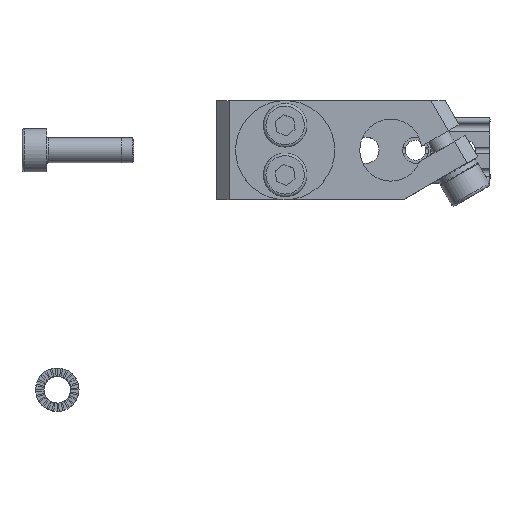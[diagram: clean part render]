
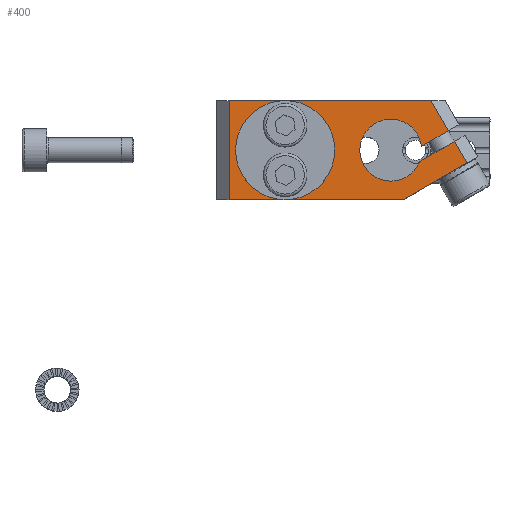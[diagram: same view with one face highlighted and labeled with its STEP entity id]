
A CAD part, top view. The second image highlights one B-rep face of the part: STEP entity #400.
In plain terms, the highlighted planar face has unit normal (0, 0, 1).
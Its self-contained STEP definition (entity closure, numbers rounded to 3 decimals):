
#400 = ADVANCED_FACE( '', ( #962, #963 ), #964, .F. );
#962 = FACE_BOUND( '', #1698, .T. );
#963 = FACE_OUTER_BOUND( '', #1699, .T. );
#964 = PLANE( '', #1700 );
#1698 = EDGE_LOOP( '', ( #2787 ) );
#1699 = EDGE_LOOP( '', ( #2788, #2789, #2790, #2791, #2792, #2793, #2794, #2795, #2796 ) );
#1700 = AXIS2_PLACEMENT_3D( '', #2797, #2798, #2799 );
#2787 = ORIENTED_EDGE( '', *, *, #4920, .F. );
#2788 = ORIENTED_EDGE( '', *, *, #4921, .F. );
#2789 = ORIENTED_EDGE( '', *, *, #4922, .T. );
#2790 = ORIENTED_EDGE( '', *, *, #4923, .F. );
#2791 = ORIENTED_EDGE( '', *, *, #4766, .T. );
#2792 = ORIENTED_EDGE( '', *, *, #4924, .T. );
#2793 = ORIENTED_EDGE( '', *, *, #4925, .F. );
#2794 = ORIENTED_EDGE( '', *, *, #4926, .F. );
#2795 = ORIENTED_EDGE( '', *, *, #4799, .F. );
#2796 = ORIENTED_EDGE( '', *, *, #4927, .T. );
#2797 = CARTESIAN_POINT( '', ( -63., 8., 8. ) );
#2798 = DIRECTION( '', ( 0., 0., -1. ) );
#2799 = DIRECTION( '', ( -1., 0., 0. ) );
#4766 = EDGE_CURVE( '', #5888, #5889, #5890, .T. );
#4799 = EDGE_CURVE( '', #5943, #5940, #5945, .T. );
#4920 = EDGE_CURVE( '', #6147, #6147, #6148, .T. );
#4921 = EDGE_CURVE( '', #6149, #6150, #6151, .T. );
#4922 = EDGE_CURVE( '', #6149, #6152, #6153, .T. );
#4923 = EDGE_CURVE( '', #5888, #6152, #6154, .T. );
#4924 = EDGE_CURVE( '', #5889, #6155, #6156, .T. );
#4925 = EDGE_CURVE( '', #6157, #6155, #6158, .T. );
#4926 = EDGE_CURVE( '', #5940, #6157, #6159, .F. );
#4927 = EDGE_CURVE( '', #5943, #6150, #6160, .T. );
#5888 = VERTEX_POINT( '', #7750 );
#5889 = VERTEX_POINT( '', #7751 );
#5890 = LINE( '', #7752, #7753 );
#5940 = VERTEX_POINT( '', #7822 );
#5943 = VERTEX_POINT( '', #7827 );
#5945 = LINE( '', #7830, #7831 );
#6147 = VERTEX_POINT( '', #8133 );
#6148 = CIRCLE( '', #8134, 6.55 );
#6149 = VERTEX_POINT( '', #8135 );
#6150 = VERTEX_POINT( '', #8136 );
#6151 = LINE( '', #8137, #8138 );
#6152 = VERTEX_POINT( '', #8139 );
#6153 = LINE( '', #8140, #8141 );
#6154 = LINE( '', #8142, #8143 );
#6155 = VERTEX_POINT( '', #8144 );
#6156 = LINE( '', #8145, #8146 );
#6157 = VERTEX_POINT( '', #8147 );
#6158 = LINE( '', #8148, #8149 );
#6159 = CIRCLE( '', #8150, 5. );
#6160 = LINE( '', #8151, #8152 );
#7750 = CARTESIAN_POINT( '', ( 2., -8., 8. ) );
#7751 = CARTESIAN_POINT( '', ( 12.268, -2.072, 8. ) );
#7752 = CARTESIAN_POINT( '', ( -39.822, -32.146, 8. ) );
#7753 = VECTOR( '', #9510, 1000. );
#7822 = CARTESIAN_POINT( '', ( 4.959, 0.637, 8. ) );
#7827 = CARTESIAN_POINT( '', ( 9.268, 3.124, 8. ) );
#7830 = CARTESIAN_POINT( '', ( 11., 4.124, 8. ) );
#7831 = VECTOR( '', #9545, 1000. );
#8133 = CARTESIAN_POINT( '', ( -10.5, 0., 8. ) );
#8134 = AXIS2_PLACEMENT_3D( '', #9685, #9686, #9687 );
#8135 = CARTESIAN_POINT( '', ( -26.1, 8., 8. ) );
#8136 = CARTESIAN_POINT( '', ( 6.453, 8., 8. ) );
#8137 = CARTESIAN_POINT( '', ( -63., 8., 8. ) );
#8138 = VECTOR( '', #9688, 1000. );
#8139 = CARTESIAN_POINT( '', ( -26.1, -8., 8. ) );
#8140 = CARTESIAN_POINT( '', ( -26.1, -8., 8. ) );
#8141 = VECTOR( '', #9689, 1000. );
#8142 = CARTESIAN_POINT( '', ( 14., -8., 8. ) );
#8143 = VECTOR( '', #9690, 1000. );
#8144 = CARTESIAN_POINT( '', ( 10.268, 1.392, 8. ) );
#8145 = CARTESIAN_POINT( '', ( -10.91, 38.074, 8. ) );
#8146 = VECTOR( '', #9691, 1000. );
#8147 = CARTESIAN_POINT( '', ( 4.643, -1.855, 8. ) );
#8148 = CARTESIAN_POINT( '', ( 3.34, -2.608, 8. ) );
#8149 = VECTOR( '', #9692, 1000. );
#8150 = AXIS2_PLACEMENT_3D( '', #9693, #9694, #9695 );
#8151 = CARTESIAN_POINT( '', ( -10.91, 38.074, 8. ) );
#8152 = VECTOR( '', #9696, 1000. );
#9510 = DIRECTION( '', ( 0.866, 0.5, 0. ) );
#9545 = DIRECTION( '', ( -0.866, -0.5, 0. ) );
#9685 = CARTESIAN_POINT( '', ( -17.05, 0., 8. ) );
#9686 = DIRECTION( '', ( 0., 0., 1. ) );
#9687 = DIRECTION( '', ( 1., 0., 0. ) );
#9688 = DIRECTION( '', ( 1., 0., 0. ) );
#9689 = DIRECTION( '', ( 0., -1., 0. ) );
#9690 = DIRECTION( '', ( -1., 0., 0. ) );
#9691 = DIRECTION( '', ( -0.5, 0.866, 0. ) );
#9692 = DIRECTION( '', ( 0.866, 0.5, 0. ) );
#9693 = CARTESIAN_POINT( '', ( 0., 0., 8. ) );
#9694 = DIRECTION( '', ( 0., 0., -1. ) );
#9695 = DIRECTION( '', ( -1., 0., 0. ) );
#9696 = DIRECTION( '', ( -0.5, 0.866, 0. ) );
